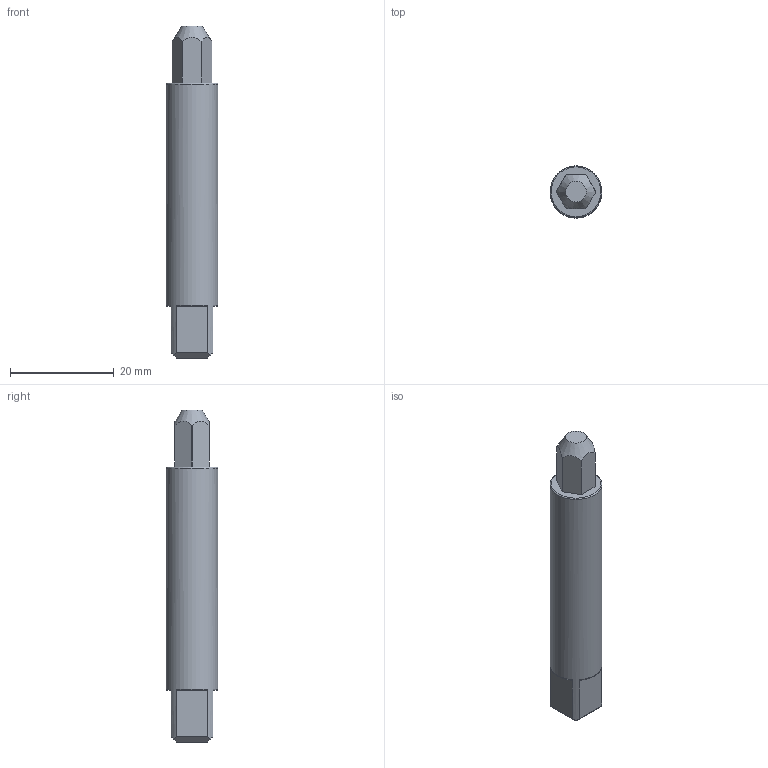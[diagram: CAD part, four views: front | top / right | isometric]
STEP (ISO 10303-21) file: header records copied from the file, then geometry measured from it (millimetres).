
FILE_DESCRIPTION( ( 'STEP AP214' ), '1' );
FILE_NAME( '09308802.stp', '2022-04-28T13:46:09', ( 'License CC BY-ND 4.0' ), ( 'CADENAS' ), ' ', 'PARTsolutions', ' ' );
FILE_SCHEMA( ( 'AUTOMOTIVE_DESIGN { 1 0 10303 214 1 1 1 1 }' ) );
Length unit declared in the file: millimetre
Products named in the file (1): _09308802
Bounding box: 10 x 10 x 64 mm (x, y, z)
Volume: 4366.8 mm3; surface area: 2001.4 mm2
Topology: 1 solids, 1 shells, 34 faces, 92 edges, 61 vertices
Faces by surface type: plane 21, cylinder 7, torus 5, cone 1
Full cylindrical faces by diameter (mm): 10 x1
Entity records: 1444 total; most frequent: CARTESIAN_POINT 319, DIRECTION 174, ORIENTED_EDGE 174, EDGE_CURVE 87, AXIS2_PLACEMENT_3D 66, VERTEX_POINT 59, LINE 42, VECTOR 42
